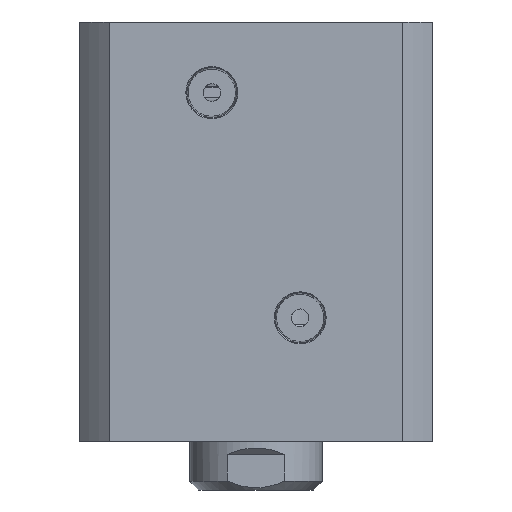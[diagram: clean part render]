
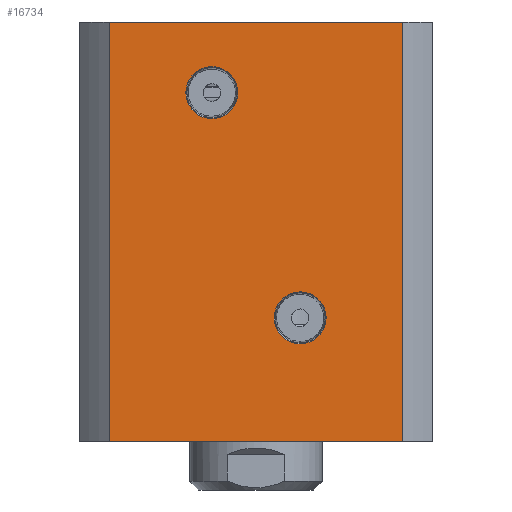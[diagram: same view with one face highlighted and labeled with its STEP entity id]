
A CAD part, left-side view. The second image highlights one B-rep face of the part: STEP entity #16734.
In plain terms, the highlighted planar face has unit normal (-1, 0, 0).
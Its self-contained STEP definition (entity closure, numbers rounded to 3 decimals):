
#137 = CARTESIAN_POINT ( 'NONE',  ( -40., 10., 25.615 ) ) ;
#368 = VECTOR ( 'NONE', #10518, 1000. ) ;
#748 = AXIS2_PLACEMENT_3D ( 'NONE', #16842, #10745, #18573 ) ;
#897 = VECTOR ( 'NONE', #12631, 1000. ) ;
#1071 = ORIENTED_EDGE ( 'NONE', *, *, #14705, .F. ) ;
#1111 = LINE ( 'NONE', #1649, #368 ) ;
#1439 = ORIENTED_EDGE ( 'NONE', *, *, #15731, .T. ) ;
#1512 = CARTESIAN_POINT ( 'NONE',  ( -40., 33.226, 47.5 ) ) ;
#1649 = CARTESIAN_POINT ( 'NONE',  ( -40., 33.226, 47.5 ) ) ;
#1777 = VERTEX_POINT ( 'NONE', #137 ) ;
#1837 = LINE ( 'NONE', #1512, #3491 ) ;
#2037 = LINE ( 'NONE', #15437, #3224 ) ;
#2549 = DIRECTION ( 'NONE',  ( 0., 0., 1. ) ) ;
#2775 = AXIS2_PLACEMENT_3D ( 'NONE', #11551, #5534, #2549 ) ;
#3188 = DIRECTION ( 'NONE',  ( -1., 0., 0. ) ) ;
#3207 = DIRECTION ( 'NONE',  ( 0., 0., 1. ) ) ;
#3224 = VECTOR ( 'NONE', #4627, 1000. ) ;
#3235 = VERTEX_POINT ( 'NONE', #5583 ) ;
#3491 = VECTOR ( 'NONE', #4556, 1000. ) ;
#3496 = ORIENTED_EDGE ( 'NONE', *, *, #4817, .T. ) ;
#3537 = ORIENTED_EDGE ( 'NONE', *, *, #16354, .F. ) ;
#4556 = DIRECTION ( 'NONE',  ( 0., 0., -1. ) ) ;
#4627 = DIRECTION ( 'NONE',  ( 0., -1., 0. ) ) ;
#4680 = AXIS2_PLACEMENT_3D ( 'NONE', #12649, #18491, #15470 ) ;
#4817 = EDGE_CURVE ( 'NONE', #10495, #5279, #2037, .T. ) ;
#5243 = CARTESIAN_POINT ( 'NONE',  ( -40., 33.226, -47.5 ) ) ;
#5279 = VERTEX_POINT ( 'NONE', #10390 ) ;
#5435 = EDGE_CURVE ( 'NONE', #18206, #3235, #1111, .T. ) ;
#5534 = DIRECTION ( 'NONE',  ( -1., 0., 0. ) ) ;
#5583 = CARTESIAN_POINT ( 'NONE',  ( -40., -33.226, 47.5 ) ) ;
#5618 = EDGE_CURVE ( 'NONE', #1777, #11738, #9400, .T. ) ;
#5634 = CARTESIAN_POINT ( 'NONE',  ( -40., -10., -25.385 ) ) ;
#6240 = ORIENTED_EDGE ( 'NONE', *, *, #11229, .F. ) ;
#6367 = DIRECTION ( 'NONE',  ( 0., 0., 1. ) ) ;
#7543 = EDGE_LOOP ( 'NONE', ( #3496, #3537, #14095, #1439 ) ) ;
#8255 = VERTEX_POINT ( 'NONE', #5634 ) ;
#9242 = DIRECTION ( 'NONE',  ( -1., 0., 0. ) ) ;
#9400 = CIRCLE ( 'NONE', #748, 5.885 ) ;
#9658 = FACE_BOUND ( 'NONE', #18768, .T. ) ;
#10253 = ORIENTED_EDGE ( 'NONE', *, *, #16045, .F. ) ;
#10390 = CARTESIAN_POINT ( 'NONE',  ( -40., -33.226, -47.5 ) ) ;
#10495 = VERTEX_POINT ( 'NONE', #5243 ) ;
#10518 = DIRECTION ( 'NONE',  ( 0., -1., 0. ) ) ;
#10631 = LINE ( 'NONE', #19069, #897 ) ;
#10745 = DIRECTION ( 'NONE',  ( -1., 0., 0. ) ) ;
#11040 = CARTESIAN_POINT ( 'NONE',  ( -40., -10., -19.5 ) ) ;
#11229 = EDGE_CURVE ( 'NONE', #17266, #8255, #14410, .T. ) ;
#11419 = AXIS2_PLACEMENT_3D ( 'NONE', #18432, #9242, #3207 ) ;
#11551 = CARTESIAN_POINT ( 'NONE',  ( -40., 10., 31.5 ) ) ;
#11738 = VERTEX_POINT ( 'NONE', #12507 ) ;
#11780 = ORIENTED_EDGE ( 'NONE', *, *, #5618, .F. ) ;
#12507 = CARTESIAN_POINT ( 'NONE',  ( -40., 10., 37.385 ) ) ;
#12631 = DIRECTION ( 'NONE',  ( 0., 0., -1. ) ) ;
#12649 = CARTESIAN_POINT ( 'NONE',  ( -40., 33.226, 47.5 ) ) ;
#14066 = PLANE ( 'NONE',  #4680 ) ;
#14095 = ORIENTED_EDGE ( 'NONE', *, *, #5435, .F. ) ;
#14410 = CIRCLE ( 'NONE', #11419, 5.885 ) ;
#14543 = EDGE_LOOP ( 'NONE', ( #6240, #1071 ) ) ;
#14705 = EDGE_CURVE ( 'NONE', #8255, #17266, #18345, .T. ) ;
#15437 = CARTESIAN_POINT ( 'NONE',  ( -40., 33.226, -47.5 ) ) ;
#15470 = DIRECTION ( 'NONE',  ( 0., 0., -1. ) ) ;
#15638 = CIRCLE ( 'NONE', #2775, 5.885 ) ;
#15731 = EDGE_CURVE ( 'NONE', #18206, #10495, #1837, .T. ) ;
#15779 = AXIS2_PLACEMENT_3D ( 'NONE', #11040, #3188, #6367 ) ;
#16045 = EDGE_CURVE ( 'NONE', #11738, #1777, #15638, .T. ) ;
#16354 = EDGE_CURVE ( 'NONE', #3235, #5279, #10631, .T. ) ;
#16522 = CARTESIAN_POINT ( 'NONE',  ( -40., 33.226, 47.5 ) ) ;
#16731 = CARTESIAN_POINT ( 'NONE',  ( -40., -10., -13.615 ) ) ;
#16734 = ADVANCED_FACE ( 'NONE', ( #17337, #9658, #18521 ), #14066, .F. ) ;
#16842 = CARTESIAN_POINT ( 'NONE',  ( -40., 10., 31.5 ) ) ;
#17266 = VERTEX_POINT ( 'NONE', #16731 ) ;
#17337 = FACE_BOUND ( 'NONE', #14543, .T. ) ;
#18206 = VERTEX_POINT ( 'NONE', #16522 ) ;
#18345 = CIRCLE ( 'NONE', #15779, 5.885 ) ;
#18432 = CARTESIAN_POINT ( 'NONE',  ( -40., -10., -19.5 ) ) ;
#18491 = DIRECTION ( 'NONE',  ( 1., 0., 0. ) ) ;
#18521 = FACE_OUTER_BOUND ( 'NONE', #7543, .T. ) ;
#18573 = DIRECTION ( 'NONE',  ( 0., 0., 1. ) ) ;
#18768 = EDGE_LOOP ( 'NONE', ( #10253, #11780 ) ) ;
#19069 = CARTESIAN_POINT ( 'NONE',  ( -40., -33.226, 47.5 ) ) ;
